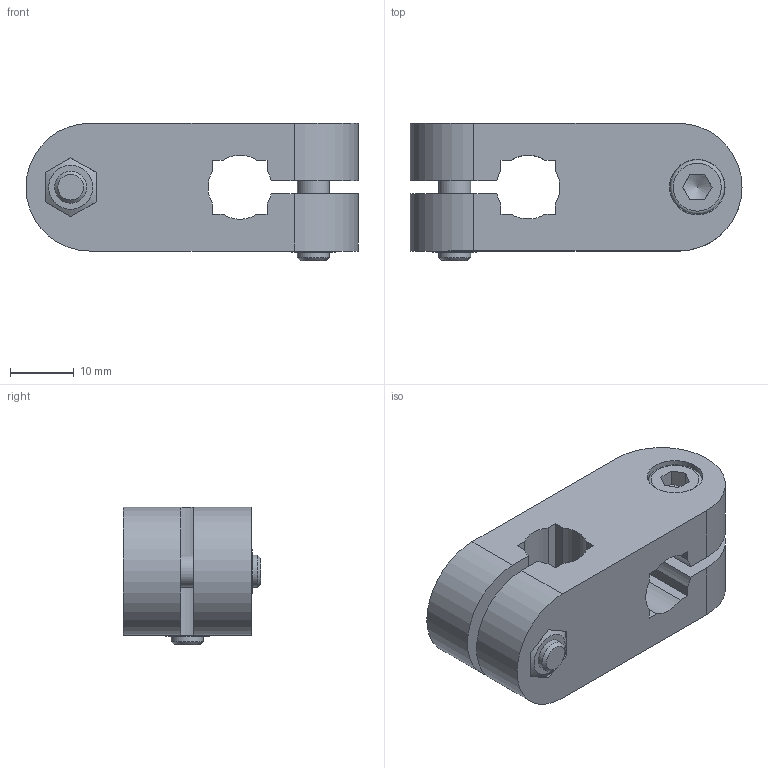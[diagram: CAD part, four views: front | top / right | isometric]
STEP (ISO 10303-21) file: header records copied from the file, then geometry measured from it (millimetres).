
FILE_DESCRIPTION(/* description */ ('Křížová spojka'),/* implementation_level */ '2;1');
FILE_NAME(/* name */ '720010.stp',/* time_stamp */ '2013-12-08T13:29:17+01:00',/* author */ ('PC'),/* organization */ (''),/* preprocessor_version */ 'ST-DEVELOPER v15.2',/* originating_system */ 'Autodesk Inventor 2014',/* authorisation */ '');
FILE_SCHEMA (('AUTOMOTIVE_DESIGN { 1 0 10303 214 3 1 1 }'));
Length unit declared in the file: millimetre
Products named in the file (1): 720010
Bounding box: 52 x 21.5 x 21.5 mm (x, y, z)
Volume: 14801.5 mm3; surface area: 8391 mm2
Topology: 5 solids, 5 shells, 116 faces, 286 edges, 186 vertices
Faces by surface type: plane 74, cylinder 26, cone 12, torus 4
Full cylindrical faces by diameter (mm): 4.134 x2, 5 x2, 5.5 x4, 8.5 x2, 8.7 x2
Entity records: 3363 total; most frequent: CARTESIAN_POINT 625, DIRECTION 518, ORIENTED_EDGE 508, EDGE_CURVE 254, AXIS2_PLACEMENT_3D 183, VERTEX_POINT 182, EDGE_LOOP 162, LINE 152
